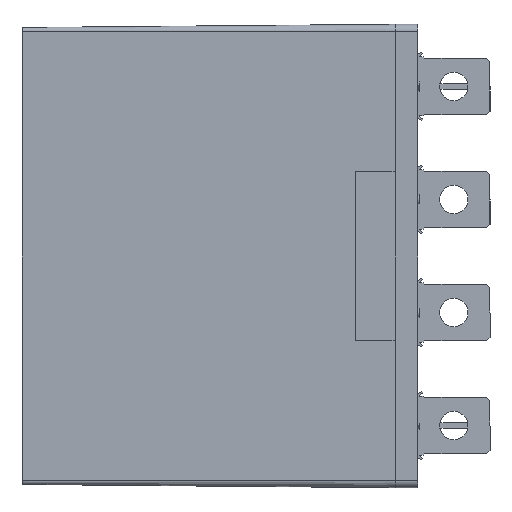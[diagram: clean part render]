
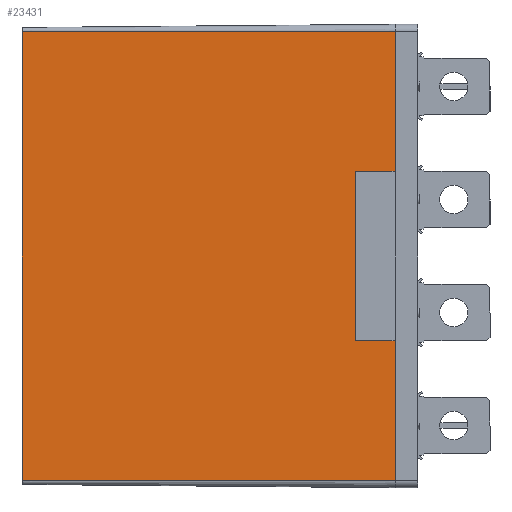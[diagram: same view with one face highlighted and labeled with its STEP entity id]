
A CAD part, left-side view. The second image highlights one B-rep face of the part: STEP entity #23431.
In plain terms, the highlighted planar face has unit normal (-1, 0.009, 0).
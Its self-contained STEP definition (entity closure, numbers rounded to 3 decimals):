
#1795 = VERTEX_POINT ( 'NONE', #15282 ) ;
#2122 = FACE_OUTER_BOUND ( 'NONE', #8775, .T. ) ;
#2525 = ORIENTED_EDGE ( 'NONE', *, *, #2790, .T. ) ;
#2741 = CARTESIAN_POINT ( 'NONE',  ( -14., 2., -19.85 ) ) ;
#2744 = LINE ( 'NONE', #23185, #18918 ) ;
#2790 = EDGE_CURVE ( 'NONE', #4361, #2885, #12899, .T. ) ;
#2885 = VERTEX_POINT ( 'NONE', #2741 ) ;
#3432 = VECTOR ( 'NONE', #25115, 1000. ) ;
#4361 = VERTEX_POINT ( 'NONE', #18502 ) ;
#5889 = CARTESIAN_POINT ( 'NONE',  ( -14., 2., -19.85 ) ) ;
#6409 = LINE ( 'NONE', #8027, #16970 ) ;
#7066 = EDGE_CURVE ( 'NONE', #2885, #16763, #2744, .T. ) ;
#7925 = PLANE ( 'NONE',  #15905 ) ;
#8005 = DIRECTION ( 'NONE',  ( -0.009, -1., 0. ) ) ;
#8027 = CARTESIAN_POINT ( 'NONE',  ( -14., 2., 19.85 ) ) ;
#8399 = ORIENTED_EDGE ( 'NONE', *, *, #23087, .F. ) ;
#8775 = EDGE_LOOP ( 'NONE', ( #15283, #8399, #8915, #2525 ) ) ;
#8915 = ORIENTED_EDGE ( 'NONE', *, *, #13854, .F. ) ;
#10140 = DIRECTION ( 'NONE',  ( -0.009, -1., 0. ) ) ;
#10548 = DIRECTION ( 'NONE',  ( 0., 0., 1. ) ) ;
#12254 = VECTOR ( 'NONE', #14830, 1000. ) ;
#12723 = CARTESIAN_POINT ( 'NONE',  ( -14., 2., -19.85 ) ) ;
#12899 = LINE ( 'NONE', #12723, #12254 ) ;
#13854 = EDGE_CURVE ( 'NONE', #4361, #1795, #20273, .T. ) ;
#14830 = DIRECTION ( 'NONE',  ( -0.009, -1., 0. ) ) ;
#15282 = CARTESIAN_POINT ( 'NONE',  ( -13.712, 35., 19.85 ) ) ;
#15283 = ORIENTED_EDGE ( 'NONE', *, *, #7066, .T. ) ;
#15905 = AXIS2_PLACEMENT_3D ( 'NONE', #5889, #20646, #8005 ) ;
#16763 = VERTEX_POINT ( 'NONE', #21535 ) ;
#16970 = VECTOR ( 'NONE', #10140, 1000. ) ;
#18502 = CARTESIAN_POINT ( 'NONE',  ( -13.712, 35., -19.85 ) ) ;
#18918 = VECTOR ( 'NONE', #10548, 1000. ) ;
#20273 = LINE ( 'NONE', #21354, #3432 ) ;
#20646 = DIRECTION ( 'NONE',  ( -1., 0.009, 0. ) ) ;
#21354 = CARTESIAN_POINT ( 'NONE',  ( -13.712, 35., -19.85 ) ) ;
#21535 = CARTESIAN_POINT ( 'NONE',  ( -14., 2., 19.85 ) ) ;
#23087 = EDGE_CURVE ( 'NONE', #1795, #16763, #6409, .T. ) ;
#23185 = CARTESIAN_POINT ( 'NONE',  ( -14., 2., -19.85 ) ) ;
#23431 = ADVANCED_FACE ( 'NONE', ( #2122 ), #7925, .T. ) ;
#25115 = DIRECTION ( 'NONE',  ( 0., 0., 1. ) ) ;
